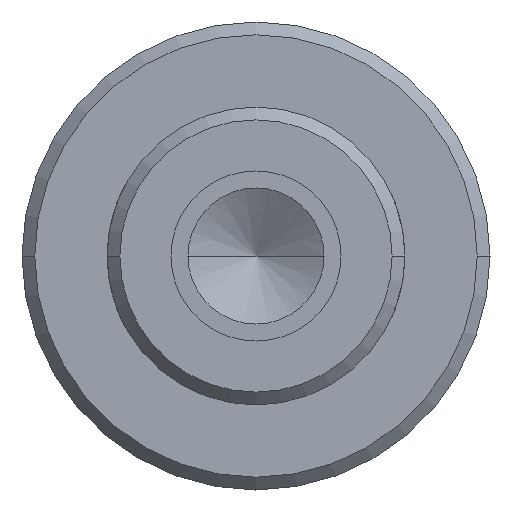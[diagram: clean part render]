
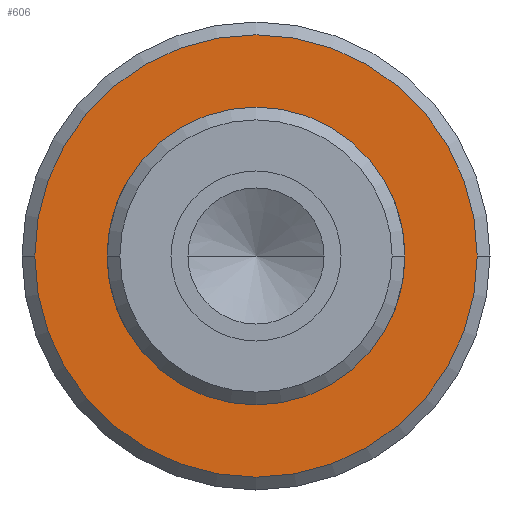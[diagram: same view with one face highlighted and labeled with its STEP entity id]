
A CAD part, left-side view. The second image highlights one B-rep face of the part: STEP entity #606.
In plain terms, the highlighted planar face has unit normal (-1, 0, 0).
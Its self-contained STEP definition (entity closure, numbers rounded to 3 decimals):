
#220=CARTESIAN_POINT('',(75.0,-17.5,0.));
#221=VERTEX_POINT('',#220);
#228=CARTESIAN_POINT('',(75.0,17.5,0.0));
#229=VERTEX_POINT('',#228);
#230=CARTESIAN_POINT('',(75.0,0.0,0.0));
#231=DIRECTION('',(1.0,0.0,0.0));
#232=DIRECTION('',(0.0,1.0,0.0));
#233=AXIS2_PLACEMENT_3D('',#230,#231,#232);
#234=CIRCLE('',#233,17.5);
#235=EDGE_CURVE('',#229,#221,#234,.T.);
#356=CARTESIAN_POINT('',(75.0,-26.0,0.));
#357=VERTEX_POINT('',#356);
#364=CARTESIAN_POINT('',(75.0,26.0,0.));
#365=VERTEX_POINT('',#364);
#366=CARTESIAN_POINT('',(75.0,0.0,0.0));
#367=DIRECTION('',(1.0,0.0,0.0));
#368=DIRECTION('',(0.0,-1.0,0.0));
#369=AXIS2_PLACEMENT_3D('',#366,#367,#368);
#370=CIRCLE('',#369,26.0);
#371=EDGE_CURVE('',#357,#365,#370,.T.);
#577=CARTESIAN_POINT('',(75.0,0.0,0.0));
#578=DIRECTION('',(1.0,0.0,0.0));
#579=DIRECTION('',(0.0,-1.0,0.0));
#580=AXIS2_PLACEMENT_3D('',#577,#578,#579);
#581=CIRCLE('',#580,26.0);
#582=EDGE_CURVE('',#365,#357,#581,.T.);
#587=CARTESIAN_POINT('',(75.0,13.75,0.0));
#588=DIRECTION('',(-1.0,0.0,0.0));
#589=DIRECTION('',(0.0,0.0,1.0));
#590=AXIS2_PLACEMENT_3D('',#587,#588,#589);
#591=PLANE('',#590);
#592=ORIENTED_EDGE('',*,*,#582,.F.);
#593=ORIENTED_EDGE('',*,*,#371,.F.);
#594=EDGE_LOOP('',(#592,#593));
#595=FACE_OUTER_BOUND('',#594,.T.);
#596=ORIENTED_EDGE('',*,*,#235,.T.);
#597=CARTESIAN_POINT('',(75.0,0.0,0.0));
#598=DIRECTION('',(1.0,0.0,0.0));
#599=DIRECTION('',(0.0,1.0,0.0));
#600=AXIS2_PLACEMENT_3D('',#597,#598,#599);
#601=CIRCLE('',#600,17.5);
#602=EDGE_CURVE('',#221,#229,#601,.T.);
#603=ORIENTED_EDGE('',*,*,#602,.T.);
#604=EDGE_LOOP('',(#596,#603));
#605=FACE_BOUND('',#604,.T.);
#606=ADVANCED_FACE('',(#595,#605),#591,.T.);
